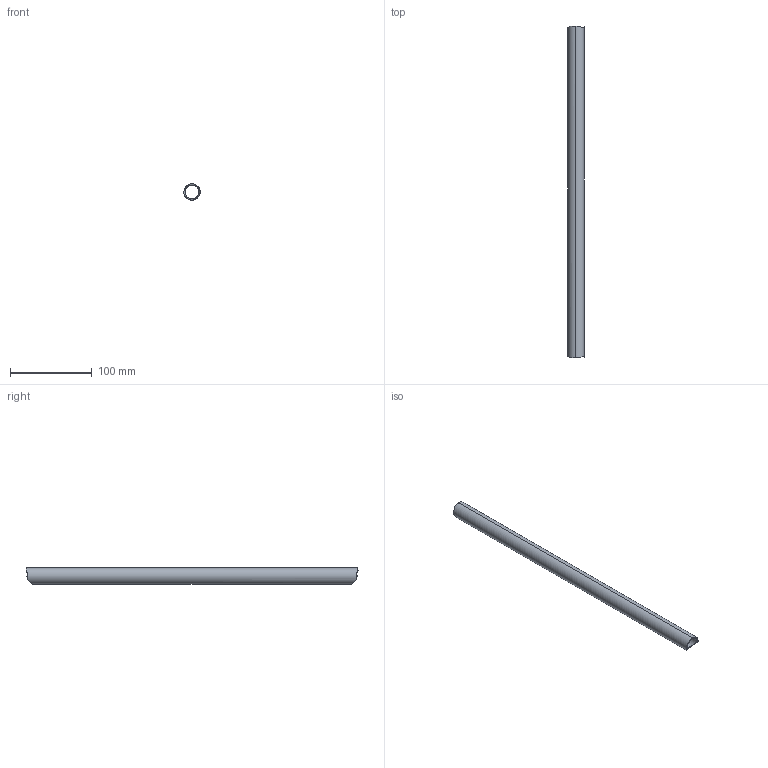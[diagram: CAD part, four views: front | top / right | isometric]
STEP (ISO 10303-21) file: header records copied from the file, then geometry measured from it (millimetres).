
FILE_DESCRIPTION(('STEP AP214'),'1');
FILE_NAME('113.stp','2019-12-02T12:27:53',(' '),(' '),'Spatial InterOp 3D',' ',' ');
FILE_SCHEMA(('AUTOMOTIVE_DESIGN { 1 0 10303 214 1 1 1 1 }'));
Length unit declared in the file: metre
Products named in the file (1): PartBody/Pocket.5
Bounding box: 20 x 406.87 x 20 mm (x, y, z)
Volume: 34905.8 mm3; surface area: 46738.8 mm2
Topology: 1 solids, 1 shells, 15 faces, 45 edges, 30 vertices
Faces by surface type: cylinder 15
Entity records: 1396 total; most frequent: CARTESIAN_POINT 724, ORIENTED_EDGE 90, STYLED_ITEM 54, PRESENTATION_STYLE_ASSIGNMENT 54, COLOUR_RGB 54, EDGE_CURVE 45, DIRECTION 39, CURVE_STYLE 38
